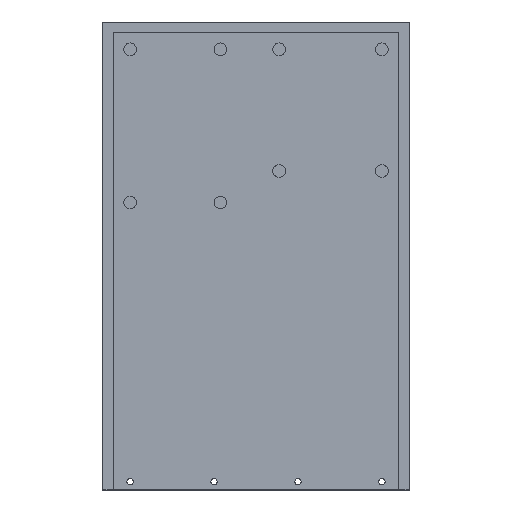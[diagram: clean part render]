
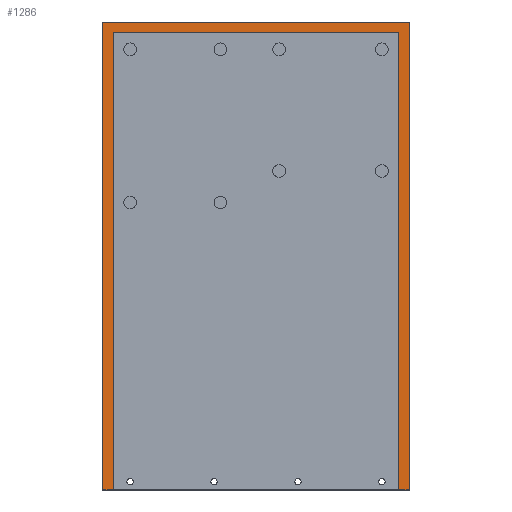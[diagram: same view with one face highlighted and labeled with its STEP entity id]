
A CAD part, top view. The second image highlights one B-rep face of the part: STEP entity #1286.
In plain terms, the highlighted planar face has unit normal (0, 0, 1).
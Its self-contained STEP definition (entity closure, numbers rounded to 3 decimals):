
#78=PLANE('',#1462);
#144=FACE_OUTER_BOUND('',#210,.T.);
#210=EDGE_LOOP('',(#1091,#1092,#1093,#1094,#1095,#1096,#1097,#1098));
#302=LINE('',#2189,#392);
#310=LINE('',#2200,#400);
#324=LINE('',#2218,#414);
#327=LINE('',#2223,#417);
#328=LINE('',#2225,#418);
#329=LINE('',#2227,#419);
#330=LINE('',#2229,#420);
#331=LINE('',#2230,#421);
#392=VECTOR('',#1828,10.);
#400=VECTOR('',#1838,10.);
#414=VECTOR('',#1854,10.);
#417=VECTOR('',#1859,10.);
#418=VECTOR('',#1860,10.);
#419=VECTOR('',#1861,10.);
#420=VECTOR('',#1862,10.);
#421=VECTOR('',#1863,10.);
#624=VERTEX_POINT('',#2186);
#625=VERTEX_POINT('',#2188);
#627=VERTEX_POINT('',#2199);
#630=VERTEX_POINT('',#2216);
#631=VERTEX_POINT('',#2222);
#632=VERTEX_POINT('',#2224);
#633=VERTEX_POINT('',#2226);
#634=VERTEX_POINT('',#2228);
#786=EDGE_CURVE('',#625,#624,#302,.T.);
#794=EDGE_CURVE('',#627,#625,#310,.T.);
#808=EDGE_CURVE('',#624,#630,#324,.T.);
#811=EDGE_CURVE('',#630,#631,#327,.T.);
#812=EDGE_CURVE('',#631,#632,#328,.T.);
#813=EDGE_CURVE('',#632,#633,#329,.T.);
#814=EDGE_CURVE('',#633,#634,#330,.T.);
#815=EDGE_CURVE('',#634,#627,#331,.T.);
#1091=ORIENTED_EDGE('',*,*,#808,.T.);
#1092=ORIENTED_EDGE('',*,*,#811,.T.);
#1093=ORIENTED_EDGE('',*,*,#812,.T.);
#1094=ORIENTED_EDGE('',*,*,#813,.T.);
#1095=ORIENTED_EDGE('',*,*,#814,.T.);
#1096=ORIENTED_EDGE('',*,*,#815,.T.);
#1097=ORIENTED_EDGE('',*,*,#794,.T.);
#1098=ORIENTED_EDGE('',*,*,#786,.T.);
#1286=ADVANCED_FACE('',(#144),#78,.T.);
#1462=AXIS2_PLACEMENT_3D('',#2221,#1857,#1858);
#1828=DIRECTION('',(1.,0.,0.));
#1838=DIRECTION('',(0.,1.,0.));
#1854=DIRECTION('',(0.,-1.,0.));
#1857=DIRECTION('center_axis',(0.,0.,1.));
#1858=DIRECTION('ref_axis',(1.,0.,0.));
#1859=DIRECTION('',(1.,0.,0.));
#1860=DIRECTION('',(0.,1.,0.));
#1861=DIRECTION('',(-1.,0.,0.));
#1862=DIRECTION('',(0.,-1.,0.));
#1863=DIRECTION('',(1.,0.,0.));
#2186=CARTESIAN_POINT('',(68.,88.,-52.523));
#2188=CARTESIAN_POINT('',(-68.,88.,-52.523));
#2189=CARTESIAN_POINT('',(-68.,88.,-52.523));
#2199=CARTESIAN_POINT('',(-68.,-130.,-52.523));
#2200=CARTESIAN_POINT('',(-68.,-130.,-52.523));
#2216=CARTESIAN_POINT('',(68.,-130.,-52.523));
#2218=CARTESIAN_POINT('',(68.,88.,-52.523));
#2221=CARTESIAN_POINT('Origin',(0.,-18.5,
-52.523));
#2222=CARTESIAN_POINT('',(73.,-130.,-52.523));
#2223=CARTESIAN_POINT('',(-73.,-130.,-52.523));
#2224=CARTESIAN_POINT('',(73.,93.,-52.523));
#2225=CARTESIAN_POINT('',(73.,-130.,-52.523));
#2226=CARTESIAN_POINT('',(-73.,93.,-52.523));
#2227=CARTESIAN_POINT('',(73.,93.,-52.523));
#2228=CARTESIAN_POINT('',(-73.,-130.,-52.523));
#2229=CARTESIAN_POINT('',(-73.,93.,-52.523));
#2230=CARTESIAN_POINT('',(-73.,-130.,-52.523));
